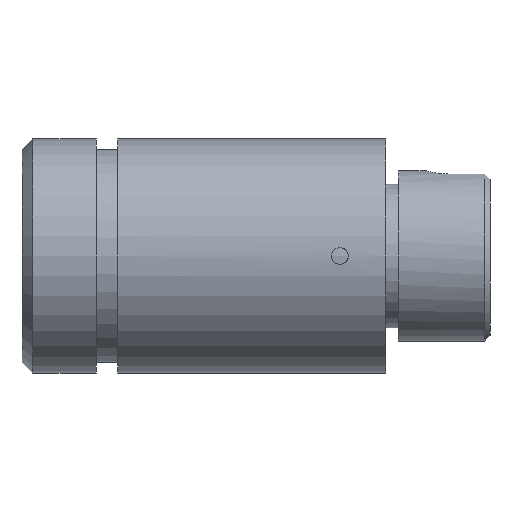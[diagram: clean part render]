
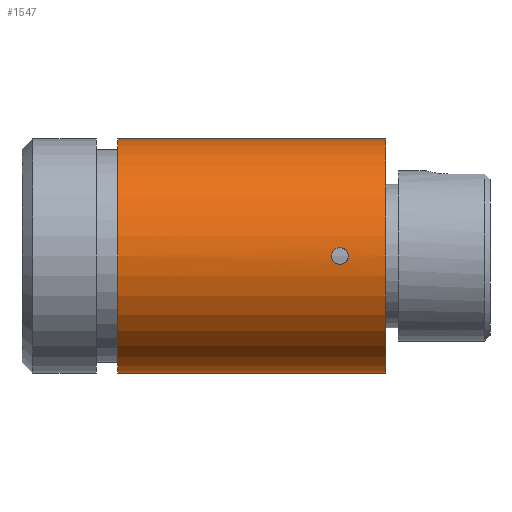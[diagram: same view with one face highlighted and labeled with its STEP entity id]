
A CAD part, front view. The second image highlights one B-rep face of the part: STEP entity #1547.
In plain terms, the highlighted cylindrical face has radius 5.5 mm (diameter 11 mm), a partial arc.
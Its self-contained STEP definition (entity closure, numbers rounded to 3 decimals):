
#23 = CARTESIAN_POINT ( 'NONE',  ( 4.165, -5.592, 0.397 ) ) ;
#114 = DIRECTION ( 'NONE',  ( -1., 0., 0. ) ) ;
#172 = ORIENTED_EDGE ( 'NONE', *, *, #3800, .F. ) ;
#235 = CARTESIAN_POINT ( 'NONE',  ( 4.562, -5.607, 0.104 ) ) ;
#316 = CARTESIAN_POINT ( 'NONE',  ( 3.958, -5.596, -0.354 ) ) ;
#359 = CARTESIAN_POINT ( 'NONE',  ( 4.165, -5.592, -0.397 ) ) ;
#437 = EDGE_LOOP ( 'NONE', ( #172, #2254, #803, #2774 ) ) ;
#527 = ORIENTED_EDGE ( 'NONE', *, *, #2705, .T. ) ;
#576 = VERTEX_POINT ( 'NONE', #4131 ) ;
#597 = CARTESIAN_POINT ( 'NONE',  ( 4.165, -5.592, -0.397 ) ) ;
#646 = EDGE_CURVE ( 'NONE', #4056, #3020, #4123, .T. ) ;
#803 = ORIENTED_EDGE ( 'NONE', *, *, #1052, .T. ) ;
#852 = CARTESIAN_POINT ( 'NONE',  ( 4.364, -5.596, -0.347 ) ) ;
#862 = LINE ( 'NONE', #2038, #3205 ) ;
#879 = EDGE_CURVE ( 'NONE', #1344, #2014, #3148, .T. ) ;
#887 = DIRECTION ( 'NONE',  ( 0., 0., 1. ) ) ;
#1045 = CARTESIAN_POINT ( 'NONE',  ( 4.165, -5.592, -0.397 ) ) ;
#1052 = EDGE_CURVE ( 'NONE', #3020, #2014, #862, .T. ) ;
#1177 = CARTESIAN_POINT ( 'NONE',  ( 6.325, -0.107, -5.5 ) ) ;
#1256 = DIRECTION ( 'NONE',  ( -1., 0., 0. ) ) ;
#1260 = DIRECTION ( 'NONE',  ( 0., 0., 1. ) ) ;
#1298 = DIRECTION ( 'NONE',  ( -1., 0., 0. ) ) ;
#1344 = VERTEX_POINT ( 'NONE', #2502 ) ;
#1482 = EDGE_LOOP ( 'NONE', ( #2064, #527 ) ) ;
#1515 = CARTESIAN_POINT ( 'NONE',  ( 4.272, -5.592, 0.396 ) ) ;
#1547 = ADVANCED_FACE ( 'NONE', ( #1934, #3357 ), #1688, .T. ) ;
#1688 = CYLINDRICAL_SURFACE ( 'NONE', #3764, 5.5 ) ;
#1817 = CARTESIAN_POINT ( 'NONE',  ( 4.519, -5.603, 0.207 ) ) ;
#1866 = VERTEX_POINT ( 'NONE', #1045 ) ;
#1892 = CARTESIAN_POINT ( 'NONE',  ( 6.325, -0.107, 0. ) ) ;
#1931 = CARTESIAN_POINT ( 'NONE',  ( 3.958, -5.596, 0.354 ) ) ;
#1934 = FACE_OUTER_BOUND ( 'NONE', #437, .T. ) ;
#2014 = VERTEX_POINT ( 'NONE', #3167 ) ;
#2038 = CARTESIAN_POINT ( 'NONE',  ( -26.06, -0.107, 5.5 ) ) ;
#2043 = DIRECTION ( 'NONE',  ( 0., 0., 1. ) ) ;
#2064 = ORIENTED_EDGE ( 'NONE', *, *, #3733, .T. ) ;
#2161 = B_SPLINE_CURVE_WITH_KNOTS ( 'NONE', 3,
 ( #3817, #1515, #3186, #1817, #235, #2198, #2851, #2186, #852, #2528, #3153, #597 ),
 .UNSPECIFIED., .F., .F.,
 ( 4, 2, 2, 2, 2, 4 ),
 ( 0., 0.25, 0.5, 0.75, 0.875, 1. ),
 .UNSPECIFIED. ) ;
#2186 = CARTESIAN_POINT ( 'NONE',  ( 4.409, -5.597, -0.318 ) ) ;
#2198 = CARTESIAN_POINT ( 'NONE',  ( 4.562, -5.607, -0.104 ) ) ;
#2212 = CARTESIAN_POINT ( 'NONE',  ( 3.811, -5.603, -0.208 ) ) ;
#2254 = ORIENTED_EDGE ( 'NONE', *, *, #646, .T. ) ;
#2258 = DIRECTION ( 'NONE',  ( -1., 0., 0. ) ) ;
#2432 = LINE ( 'NONE', #2555, #3204 ) ;
#2502 = CARTESIAN_POINT ( 'NONE',  ( -6.275, -0.107, -5.5 ) ) ;
#2528 = CARTESIAN_POINT ( 'NONE',  ( 4.269, -5.593, -0.386 ) ) ;
#2555 = CARTESIAN_POINT ( 'NONE',  ( -26.06, -0.107, -5.5 ) ) ;
#2556 = CARTESIAN_POINT ( 'NONE',  ( 3.768, -5.607, 0.104 ) ) ;
#2705 = EDGE_CURVE ( 'NONE', #1866, #576, #2968, .T. ) ;
#2774 = ORIENTED_EDGE ( 'NONE', *, *, #879, .F. ) ;
#2851 = CARTESIAN_POINT ( 'NONE',  ( 4.52, -5.603, -0.207 ) ) ;
#2968 = B_SPLINE_CURVE_WITH_KNOTS ( 'NONE', 3,
 ( #359, #4182, #316, #2212, #3201, #2556, #3540, #1931, #3239, #23 ),
 .UNSPECIFIED., .F., .F.,
 ( 4, 2, 2, 2, 4 ),
 ( 0., 0.25, 0.5, 0.75, 1. ),
 .UNSPECIFIED. ) ;
#3010 = DIRECTION ( 'NONE',  ( -1., 0., 0. ) ) ;
#3020 = VERTEX_POINT ( 'NONE', #3059 ) ;
#3027 = AXIS2_PLACEMENT_3D ( 'NONE', #1892, #1256, #887 ) ;
#3059 = CARTESIAN_POINT ( 'NONE',  ( 6.325, -0.107, 5.5 ) ) ;
#3148 = CIRCLE ( 'NONE', #3401, 5.5 ) ;
#3153 = CARTESIAN_POINT ( 'NONE',  ( 4.218, -5.592, -0.397 ) ) ;
#3167 = CARTESIAN_POINT ( 'NONE',  ( -6.275, -0.107, 5.5 ) ) ;
#3186 = CARTESIAN_POINT ( 'NONE',  ( 4.373, -5.596, 0.354 ) ) ;
#3201 = CARTESIAN_POINT ( 'NONE',  ( 3.768, -5.607, -0.105 ) ) ;
#3204 = VECTOR ( 'NONE', #2258, 1000. ) ;
#3205 = VECTOR ( 'NONE', #3010, 1000. ) ;
#3239 = CARTESIAN_POINT ( 'NONE',  ( 4.058, -5.592, 0.396 ) ) ;
#3357 = FACE_BOUND ( 'NONE', #1482, .T. ) ;
#3401 = AXIS2_PLACEMENT_3D ( 'NONE', #3628, #114, #2043 ) ;
#3540 = CARTESIAN_POINT ( 'NONE',  ( 3.811, -5.603, 0.207 ) ) ;
#3628 = CARTESIAN_POINT ( 'NONE',  ( -6.275, -0.107, 0. ) ) ;
#3733 = EDGE_CURVE ( 'NONE', #576, #1866, #2161, .T. ) ;
#3764 = AXIS2_PLACEMENT_3D ( 'NONE', #4185, #1298, #1260 ) ;
#3800 = EDGE_CURVE ( 'NONE', #4056, #1344, #2432, .T. ) ;
#3817 = CARTESIAN_POINT ( 'NONE',  ( 4.165, -5.592, 0.397 ) ) ;
#4056 = VERTEX_POINT ( 'NONE', #1177 ) ;
#4123 = CIRCLE ( 'NONE', #3027, 5.5 ) ;
#4131 = CARTESIAN_POINT ( 'NONE',  ( 4.165, -5.592, 0.397 ) ) ;
#4182 = CARTESIAN_POINT ( 'NONE',  ( 4.059, -5.592, -0.396 ) ) ;
#4185 = CARTESIAN_POINT ( 'NONE',  ( -26.06, -0.107, 0. ) ) ;
